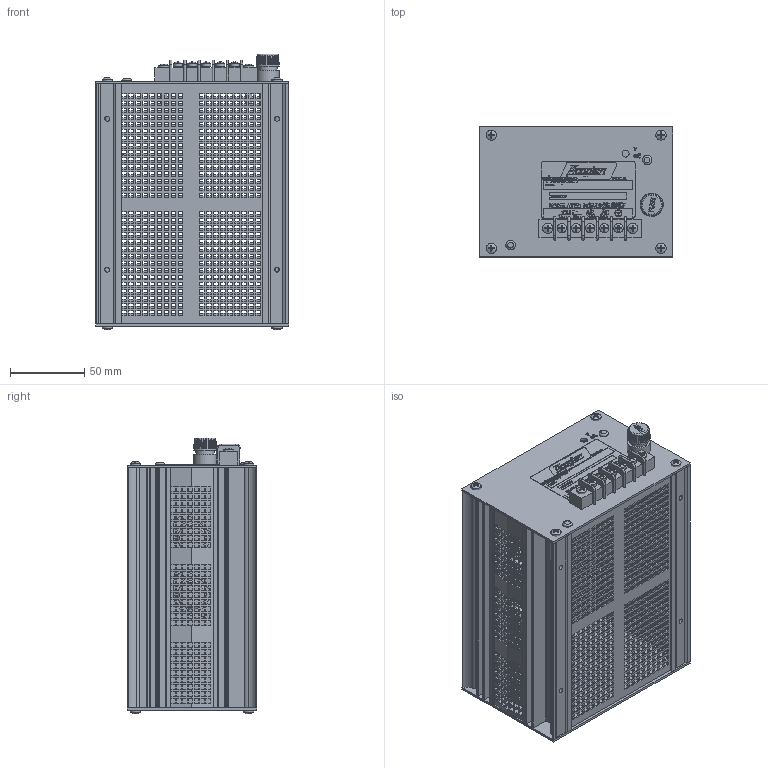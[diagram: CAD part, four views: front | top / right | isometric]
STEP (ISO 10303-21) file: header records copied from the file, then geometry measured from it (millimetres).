
FILE_DESCRIPTION(/* description */ (''),/* implementation_level */ '2;1');
FILE_NAME(/* name */ 'G6 10-11-17.stp',/* time_stamp */ '2017-10-11T10:39:50-04:00',/* author */ ('JDietsch'),/* organization */ (''),/* preprocessor_version */ 'ST-DEVELOPER v16.13',/* originating_system */ 'Autodesk Inventor 2018',/* authorisation */ '');
FILE_SCHEMA (('AUTOMOTIVE_DESIGN { 1 0 10303 214 3 1 1 }'));
Products named in the file (15): G6 GENERIC CASE; E300-62 G13 front; E300-7 G6 Left HS; G6 sreen generic; G6 RIGHT; G6 HEATSINK SCREEN; E300-74 G13 reaR; TRANSISTOR TO-3; FUSE HOLDER HTB-44I SPACER; fuse holder 2; FUSE HOLDER CAP HTB-44I; 375 inch single row 20 amp barrier strip 5PL; DECAL GB B MODEL; ANSI B18.6.4 - No. 8 - 18 - 1; rivet, snap
Assembly tree (26 placements, depth 3):
  G6 GENERIC CASE
    E300-62 G13 front
    E300-7 G6 Left HS
    G6 sreen generic  x2
    G6 RIGHT
    G6 HEATSINK SCREEN
    E300-74 G13 reaR
    TRANSISTOR TO-3  x2
    FUSE HOLDER HTB-44I SPACER
      fuse holder 2
      FUSE HOLDER CAP HTB-44I
    375 inch single row 20 amp barrier strip 5PL
    ANSI B18.6.4 - No. 8 - 18 - 1  x10
    rivet, snap  x2
    DECAL GB B MODEL
Bounding box: 130.37 x 87.39 x 185.65 mm (x, y, z)
Volume: 248759.4 mm3; surface area: 245519.1 mm2
Topology: 30 solids, 30 shells, 7791 faces, 22663 edges, 15086 vertices
Faces by surface type: plane 6622, bspline 547, cylinder 275, cone 255, torus 77, sphere 15
Full cylindrical faces by diameter (mm): 0.635 x2, 2.032 x5, 2.946 x2, 3.175 x1, 3.302 x12, 3.505 x5, 3.556 x4, 4.064 x2, 4.166 x10, 4.191 x1, 4.699 x1, 4.762 x9, 5.08 x5, 6.198 x5, 6.35 x10, 6.477 x1, 6.604 x6, 6.858 x10, 7.493 x1, 7.938 x5, 10.414 x1, 10.541 x1, 12.573 x1, 12.7 x1, 15.367 x1, 19.431 x2, 23.114 x2
Entity records: 182959 total; most frequent: CARTESIAN_POINT 41797, ORIENTED_EDGE 30604, DIRECTION 24572, EDGE_CURVE 15302, LINE 13222, VECTOR 13222, VERTEX_POINT 10249, EDGE_LOOP 7164
